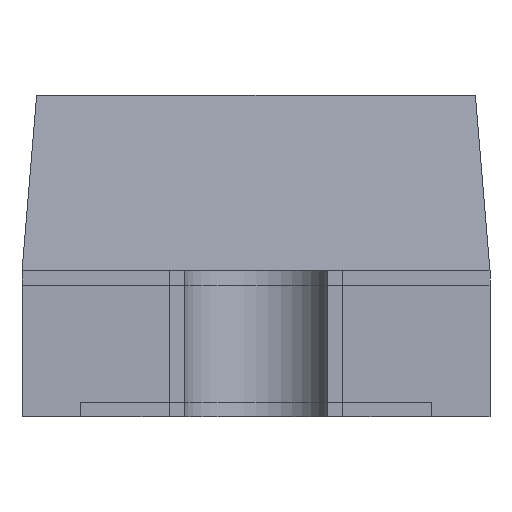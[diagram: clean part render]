
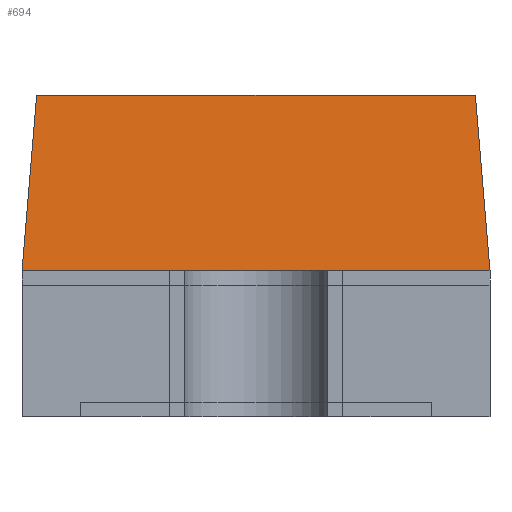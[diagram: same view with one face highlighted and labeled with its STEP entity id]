
A CAD part, left-side view. The second image highlights one B-rep face of the part: STEP entity #694.
In plain terms, the highlighted planar face has unit normal (-0.997, 0, 0.083).
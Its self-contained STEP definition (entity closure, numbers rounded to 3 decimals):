
#655=CARTESIAN_POINT('',(-1.005,-0.4,0.8));
#656=DIRECTION('',(-0.997,0.0,0.083));
#657=DIRECTION('',(0.083,0.0,0.997));
#658=AXIS2_PLACEMENT_3D('',#655,#656,#657);
#659=PLANE('',#658);
#660=CARTESIAN_POINT('',(-0.98,-0.75,1.1));
#661=VERTEX_POINT('',#660);
#662=CARTESIAN_POINT('',(-0.98,0.75,1.1));
#663=VERTEX_POINT('',#662);
#664=CARTESIAN_POINT('',(-0.98,-0.75,1.1));
#665=DIRECTION('',(0.0,1.0,0.0));
#666=VECTOR('',#665,1.5);
#667=LINE('',#664,#666);
#668=EDGE_CURVE('',#661,#663,#667,.T.);
#669=ORIENTED_EDGE('',*,*,#668,.T.);
#670=CARTESIAN_POINT('',(-1.03,0.8,0.5));
#671=VERTEX_POINT('',#670);
#672=CARTESIAN_POINT('',(-0.98,0.75,1.1));
#673=DIRECTION('',(-0.083,0.083,-0.993));
#674=VECTOR('',#673,0.604);
#675=LINE('',#672,#674);
#676=EDGE_CURVE('',#663,#671,#675,.T.);
#677=ORIENTED_EDGE('',*,*,#676,.T.);
#678=CARTESIAN_POINT('',(-1.03,-0.8,0.5));
#679=VERTEX_POINT('',#678);
#680=CARTESIAN_POINT('',(-1.03,-0.8,0.5));
#681=DIRECTION('',(0.0,1.0,0.0));
#682=VECTOR('',#681,1.6);
#683=LINE('',#680,#682);
#684=EDGE_CURVE('',#679,#671,#683,.T.);
#685=ORIENTED_EDGE('',*,*,#684,.F.);
#686=CARTESIAN_POINT('',(-0.98,-0.75,1.1));
#687=DIRECTION('',(-0.083,-0.083,-0.993));
#688=VECTOR('',#687,0.604);
#689=LINE('',#686,#688);
#690=EDGE_CURVE('',#661,#679,#689,.T.);
#691=ORIENTED_EDGE('',*,*,#690,.F.);
#692=EDGE_LOOP('',(#669,#677,#685,#691));
#693=FACE_OUTER_BOUND('',#692,.T.);
#694=ADVANCED_FACE('',(#693),#659,.T.);
